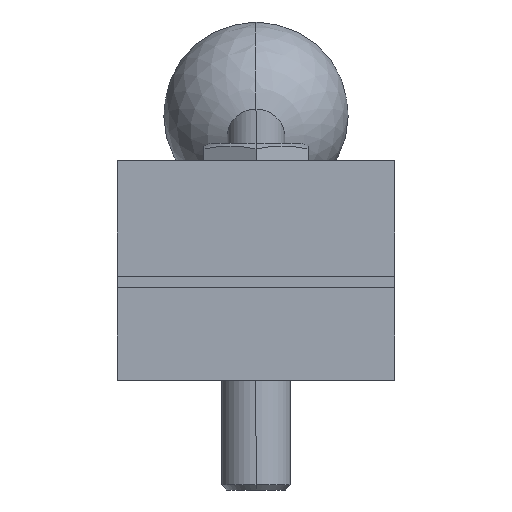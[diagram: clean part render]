
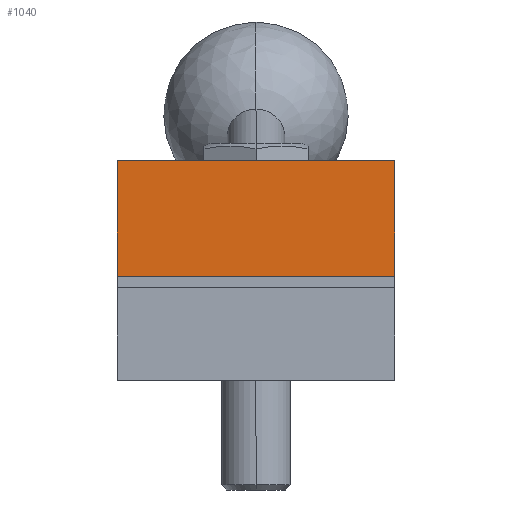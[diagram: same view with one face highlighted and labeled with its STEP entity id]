
A CAD part, left-side view. The second image highlights one B-rep face of the part: STEP entity #1040.
In plain terms, the highlighted planar face has unit normal (-1, 0, 0).
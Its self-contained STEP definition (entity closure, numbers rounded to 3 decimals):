
#394=VERTEX_POINT('',#1099);
#486=EDGE_CURVE('',#702,#650,#1202,.T.);
#606=VERTEX_POINT('',#1336);
#650=VERTEX_POINT('',#1386);
#702=VERTEX_POINT('',#1443);
#742=EDGE_CURVE('',#394,#606,#1486,.T.);
#818=EDGE_CURVE('',#606,#650,#1569,.T.);
#1010=EDGE_CURVE('',#702,#394,#1786,.T.);
#1040=ADVANCED_FACE('',(#1822),#1823,.T.);
#1099=CARTESIAN_POINT('',(-40.0,24.0,18.0));
#1202=LINE('',#2072,#2073);
#1336=CARTESIAN_POINT('',(-40.0,-24.0,18.0));
#1386=CARTESIAN_POINT('',(-40.0,-24.0,38.0));
#1443=CARTESIAN_POINT('',(-40.0,24.0,38.0));
#1486=LINE('',#2501,#2502);
#1569=LINE('',#2633,#2634);
#1786=LINE('',#2986,#2987);
#1822=FACE_OUTER_BOUND('',#3047,.T.);
#1823=PLANE('',#3048);
#2072=CARTESIAN_POINT('',(-40.0,0.,38.0));
#2073=VECTOR('',#3227,1.0);
#2501=CARTESIAN_POINT('',(-40.0,0.,18.0));
#2502=VECTOR('',#3541,1.0);
#2633=CARTESIAN_POINT('',(-40.0,-24.0,38.0));
#2634=VECTOR('',#3634,1.0);
#2986=CARTESIAN_POINT('',(-40.0,24.0,38.0));
#2987=VECTOR('',#3905,1.0);
#3047=EDGE_LOOP('',(#3950,#3951,#3952,#3953));
#3048=AXIS2_PLACEMENT_3D('',#3954,#3955,#3956);
#3227=DIRECTION('',(0.0,-1.0,0.));
#3541=DIRECTION('',(0.0,-1.0,0.));
#3634=DIRECTION('',(0.0,0.,1.0));
#3905=DIRECTION('',(0.0,0.,-1.0));
#3950=ORIENTED_EDGE('',*,*,#818,.T.);
#3951=ORIENTED_EDGE('',*,*,#486,.F.);
#3952=ORIENTED_EDGE('',*,*,#1010,.T.);
#3953=ORIENTED_EDGE('',*,*,#742,.T.);
#3954=CARTESIAN_POINT('',(-40.0,0.,18.0));
#3955=DIRECTION('',(-1.0,0.0,0.0));
#3956=DIRECTION('',(0.0,-1.0,0.));
